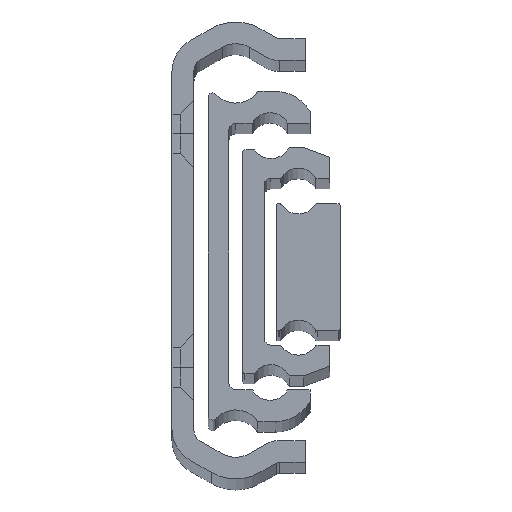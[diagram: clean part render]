
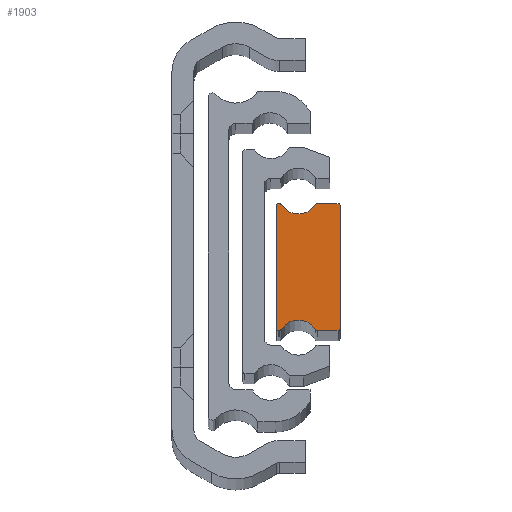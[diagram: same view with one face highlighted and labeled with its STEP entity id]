
A CAD part, top view. The second image highlights one B-rep face of the part: STEP entity #1903.
In plain terms, the highlighted planar face has unit normal (0, 0, 1).
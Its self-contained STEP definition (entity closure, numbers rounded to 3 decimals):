
#38 = VERTEX_POINT ( 'NONE', #3488 ) ;
#46 = VERTEX_POINT ( 'NONE', #3293 ) ;
#47 = VERTEX_POINT ( 'NONE', #3506 ) ;
#60 = VERTEX_POINT ( 'NONE', #3556 ) ;
#76 = VERTEX_POINT ( 'NONE', #3223 ) ;
#88 = VERTEX_POINT ( 'NONE', #3158 ) ;
#98 = VERTEX_POINT ( 'NONE', #3131 ) ;
#100 = VERTEX_POINT ( 'NONE', #3167 ) ;
#107 = VERTEX_POINT ( 'NONE', #3146 ) ;
#108 = VERTEX_POINT ( 'NONE', #3144 ) ;
#110 = VERTEX_POINT ( 'NONE', #3335 ) ;
#117 = VERTEX_POINT ( 'NONE', #3575 ) ;
#118 = VERTEX_POINT ( 'NONE', #3324 ) ;
#120 = VERTEX_POINT ( 'NONE', #3557 ) ;
#154 = VERTEX_POINT ( 'NONE', #3539 ) ;
#155 = VERTEX_POINT ( 'NONE', #3541 ) ;
#322 = CARTESIAN_POINT ( 'NONE',  ( 10.68, 9.2, 901.5 ) ) ;
#323 = DIRECTION ( 'NONE',  ( 0., 0., 1. ) ) ;
#324 = DIRECTION ( 'NONE',  ( 1., 0., 0. ) ) ;
#336 = CARTESIAN_POINT ( 'NONE',  ( 10.68, 9.5, 901.5 ) ) ;
#342 = CARTESIAN_POINT ( 'NONE',  ( 19.45, 9.5, 901.5 ) ) ;
#343 = DIRECTION ( 'NONE',  ( -1., 0., 0. ) ) ;
#348 = DIRECTION ( 'NONE',  ( -1., 0., 0. ) ) ;
#356 = CARTESIAN_POINT ( 'NONE',  ( 10.45, -9.3, 901.5 ) ) ;
#362 = DIRECTION ( 'NONE',  ( 0., 0., 1. ) ) ;
#363 = DIRECTION ( 'NONE',  ( 1., 0., 0. ) ) ;
#368 = CARTESIAN_POINT ( 'NONE',  ( 10.68, -9.2, 901.5 ) ) ;
#375 = CARTESIAN_POINT ( 'NONE',  ( 19.45, -9.2, 901.5 ) ) ;
#376 = DIRECTION ( 'NONE',  ( 0., 0., 1. ) ) ;
#377 = DIRECTION ( 'NONE',  ( 1., 0., 0. ) ) ;
#378 = CARTESIAN_POINT ( 'NONE',  ( 16.32, -9.2, 901.5 ) ) ;
#381 = CARTESIAN_POINT ( 'NONE',  ( 13.5, -10.99, 901.5 ) ) ;
#382 = DIRECTION ( 'NONE',  ( 0., 0., 1. ) ) ;
#383 = DIRECTION ( 'NONE',  ( 1., 0., 0. ) ) ;
#384 = CARTESIAN_POINT ( 'NONE',  ( 16.32, -9.5, 901.5 ) ) ;
#385 = DIRECTION ( 'NONE',  ( 1., 0., 0. ) ) ;
#387 = DIRECTION ( 'NONE',  ( 0., 0., 1. ) ) ;
#388 = DIRECTION ( 'NONE',  ( 1., 0., 0. ) ) ;
#389 = CARTESIAN_POINT ( 'NONE',  ( 19.75, -9.2, 901.5 ) ) ;
#390 = DIRECTION ( 'NONE',  ( 0., 0., -1. ) ) ;
#391 = DIRECTION ( 'NONE',  ( 1., 0., 0. ) ) ;
#395 = DIRECTION ( 'NONE',  ( 0., 1., 0. ) ) ;
#403 = CARTESIAN_POINT ( 'NONE',  ( 10.45, 9.3, 901.5 ) ) ;
#405 = DIRECTION ( 'NONE',  ( 0., 0., 1. ) ) ;
#406 = DIRECTION ( 'NONE',  ( 1., 0., 0. ) ) ;
#415 = CARTESIAN_POINT ( 'NONE',  ( 19.45, 9.2, 901.5 ) ) ;
#421 = CARTESIAN_POINT ( 'NONE',  ( 10.25, 9.3, 901.5 ) ) ;
#422 = DIRECTION ( 'NONE',  ( 0., -1., 0. ) ) ;
#423 = DIRECTION ( 'NONE',  ( 0., 0., 1. ) ) ;
#424 = DIRECTION ( 'NONE',  ( 1., 0., 0. ) ) ;
#440 = CARTESIAN_POINT ( 'NONE',  ( 16.32, 9.2, 901.5 ) ) ;
#447 = DIRECTION ( 'NONE',  ( 0., 0., 1. ) ) ;
#448 = DIRECTION ( 'NONE',  ( 1., 0., 0. ) ) ;
#453 = CARTESIAN_POINT ( 'NONE',  ( 10.45, -9.5, 901.5 ) ) ;
#454 = DIRECTION ( 'NONE',  ( 1., 0., 0. ) ) ;
#458 = CARTESIAN_POINT ( 'NONE',  ( 13.5, 10.99, 901.5 ) ) ;
#460 = DIRECTION ( 'NONE',  ( 0., 0., -1. ) ) ;
#461 = DIRECTION ( 'NONE',  ( 1., 0., 0. ) ) ;
#636 = CARTESIAN_POINT ( 'NONE',  ( 19.45, 9.2, 901.5 ) ) ;
#637 = PLANE ( 'NONE',  #1407 ) ;
#639 = DIRECTION ( 'NONE',  ( 0., 0., 1. ) ) ;
#640 = DIRECTION ( 'NONE',  ( 1., 0., 0. ) ) ;
#810 = CIRCLE ( 'NONE', #1337, 0.3 ) ;
#811 = VECTOR ( 'NONE', #385, 1000. ) ;
#813 = CIRCLE ( 'NONE', #1339, 0.3 ) ;
#815 = CIRCLE ( 'NONE', #1338, 3.04 ) ;
#822 = CIRCLE ( 'NONE', #1341, 0.2 ) ;
#832 = LINE ( 'NONE', #421, #833 ) ;
#833 = VECTOR ( 'NONE', #422, 1000. ) ;
#836 = CIRCLE ( 'NONE', #1343, 0.3 ) ;
#838 = LINE ( 'NONE', #453, #849 ) ;
#849 = VECTOR ( 'NONE', #454, 1000. ) ;
#850 = CIRCLE ( 'NONE', #1350, 0.3 ) ;
#857 = CIRCLE ( 'NONE', #1348, 3.04 ) ;
#943 = FACE_OUTER_BOUND ( 'NONE', #4377, .T. ) ;
#1325 = AXIS2_PLACEMENT_3D ( 'NONE', #322, #323, #324 ) ;
#1331 = AXIS2_PLACEMENT_3D ( 'NONE', #368, #376, #377 ) ;
#1334 = AXIS2_PLACEMENT_3D ( 'NONE', #356, #362, #363 ) ;
#1337 = AXIS2_PLACEMENT_3D ( 'NONE', #375, #382, #383 ) ;
#1338 = AXIS2_PLACEMENT_3D ( 'NONE', #381, #390, #391 ) ;
#1339 = AXIS2_PLACEMENT_3D ( 'NONE', #378, #387, #388 ) ;
#1341 = AXIS2_PLACEMENT_3D ( 'NONE', #403, #405, #406 ) ;
#1343 = AXIS2_PLACEMENT_3D ( 'NONE', #415, #423, #424 ) ;
#1348 = AXIS2_PLACEMENT_3D ( 'NONE', #458, #460, #461 ) ;
#1350 = AXIS2_PLACEMENT_3D ( 'NONE', #440, #447, #448 ) ;
#1407 = AXIS2_PLACEMENT_3D ( 'NONE', #636, #639, #640 ) ;
#1736 = EDGE_CURVE ( 'NONE', #76, #38, #2524, .T. ) ;
#1743 = EDGE_CURVE ( 'NONE', #38, #107, #2533, .T. ) ;
#1745 = EDGE_CURVE ( 'NONE', #98, #155, #2532, .T. ) ;
#1752 = EDGE_CURVE ( 'NONE', #117, #47, #2549, .T. ) ;
#1757 = EDGE_CURVE ( 'NONE', #108, #88, #3852, .T. ) ;
#1759 = EDGE_CURVE ( 'NONE', #60, #110, #810, .T. ) ;
#1760 = EDGE_CURVE ( 'NONE', #46, #60, #2540, .T. ) ;
#1761 = EDGE_CURVE ( 'NONE', #120, #46, #813, .T. ) ;
#1762 = EDGE_CURVE ( 'NONE', #88, #120, #815, .T. ) ;
#1764 = EDGE_CURVE ( 'NONE', #110, #118, #3911, .T. ) ;
#1768 = EDGE_CURVE ( 'NONE', #107, #154, #822, .T. ) ;
#1775 = EDGE_CURVE ( 'NONE', #154, #117, #832, .T. ) ;
#1776 = EDGE_CURVE ( 'NONE', #118, #98, #836, .T. ) ;
#1785 = EDGE_CURVE ( 'NONE', #155, #100, #850, .T. ) ;
#1788 = EDGE_CURVE ( 'NONE', #47, #108, #838, .T. ) ;
#1790 = EDGE_CURVE ( 'NONE', #100, #76, #857, .T. ) ;
#1903 = ADVANCED_FACE ( 'NONE', ( #943 ), #637, .T. ) ;
#2523 = VECTOR ( 'NONE', #343, 1000. ) ;
#2524 = CIRCLE ( 'NONE', #1325, 0.3 ) ;
#2532 = LINE ( 'NONE', #342, #2537 ) ;
#2533 = LINE ( 'NONE', #336, #2523 ) ;
#2537 = VECTOR ( 'NONE', #348, 1000. ) ;
#2540 = LINE ( 'NONE', #384, #811 ) ;
#2549 = CIRCLE ( 'NONE', #1334, 0.2 ) ;
#3131 = CARTESIAN_POINT ( 'NONE',  ( 19.45, 9.5, 901.5 ) ) ;
#3144 = CARTESIAN_POINT ( 'NONE',  ( 10.68, -9.5, 901.5 ) ) ;
#3146 = CARTESIAN_POINT ( 'NONE',  ( 10.45, 9.5, 901.5 ) ) ;
#3158 = CARTESIAN_POINT ( 'NONE',  ( 10.933, -9.361, 901.5 ) ) ;
#3167 = CARTESIAN_POINT ( 'NONE',  ( 16.067, 9.361, 901.5 ) ) ;
#3223 = CARTESIAN_POINT ( 'NONE',  ( 10.933, 9.361, 901.5 ) ) ;
#3293 = CARTESIAN_POINT ( 'NONE',  ( 16.32, -9.5, 901.5 ) ) ;
#3324 = CARTESIAN_POINT ( 'NONE',  ( 19.75, 9.2, 901.5 ) ) ;
#3335 = CARTESIAN_POINT ( 'NONE',  ( 19.75, -9.2, 901.5 ) ) ;
#3488 = CARTESIAN_POINT ( 'NONE',  ( 10.68, 9.5, 901.5 ) ) ;
#3506 = CARTESIAN_POINT ( 'NONE',  ( 10.45, -9.5, 901.5 ) ) ;
#3539 = CARTESIAN_POINT ( 'NONE',  ( 10.25, 9.3, 901.5 ) ) ;
#3541 = CARTESIAN_POINT ( 'NONE',  ( 16.32, 9.5, 901.5 ) ) ;
#3556 = CARTESIAN_POINT ( 'NONE',  ( 19.45, -9.5, 901.5 ) ) ;
#3557 = CARTESIAN_POINT ( 'NONE',  ( 16.067, -9.361, 901.5 ) ) ;
#3575 = CARTESIAN_POINT ( 'NONE',  ( 10.25, -9.3, 901.5 ) ) ;
#3734 = ORIENTED_EDGE ( 'NONE', *, *, #1768, .T. ) ;
#3765 = ORIENTED_EDGE ( 'NONE', *, *, #1775, .T. ) ;
#3766 = ORIENTED_EDGE ( 'NONE', *, *, #1752, .T. ) ;
#3778 = ORIENTED_EDGE ( 'NONE', *, *, #1745, .T. ) ;
#3780 = ORIENTED_EDGE ( 'NONE', *, *, #1790, .T. ) ;
#3785 = ORIENTED_EDGE ( 'NONE', *, *, #1788, .T. ) ;
#3799 = ORIENTED_EDGE ( 'NONE', *, *, #1743, .T. ) ;
#3800 = ORIENTED_EDGE ( 'NONE', *, *, #1736, .T. ) ;
#3801 = ORIENTED_EDGE ( 'NONE', *, *, #1785, .T. ) ;
#3803 = ORIENTED_EDGE ( 'NONE', *, *, #1776, .T. ) ;
#3825 = ORIENTED_EDGE ( 'NONE', *, *, #1762, .T. ) ;
#3826 = ORIENTED_EDGE ( 'NONE', *, *, #1761, .T. ) ;
#3828 = ORIENTED_EDGE ( 'NONE', *, *, #1760, .T. ) ;
#3829 = ORIENTED_EDGE ( 'NONE', *, *, #1759, .T. ) ;
#3830 = ORIENTED_EDGE ( 'NONE', *, *, #1757, .T. ) ;
#3831 = ORIENTED_EDGE ( 'NONE', *, *, #1764, .T. ) ;
#3852 = CIRCLE ( 'NONE', #1331, 0.3 ) ;
#3911 = LINE ( 'NONE', #389, #3966 ) ;
#3966 = VECTOR ( 'NONE', #395, 1000. ) ;
#4377 = EDGE_LOOP ( 'NONE', ( #3803, #3778, #3801, #3780, #3800, #3799, #3734, #3765, #3766, #3785, #3830, #3825, #3826, #3828, #3829, #3831 ) ) ;
